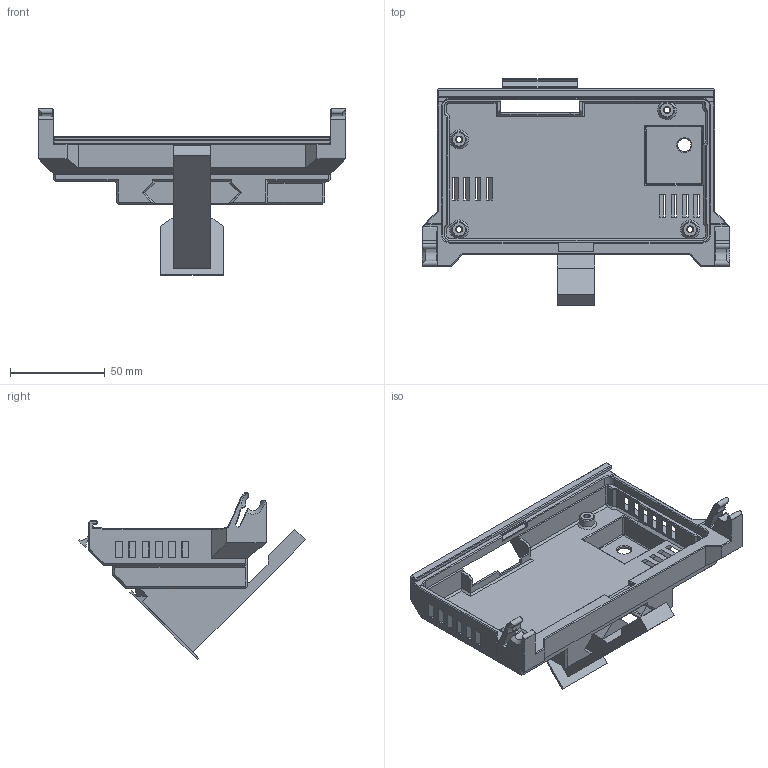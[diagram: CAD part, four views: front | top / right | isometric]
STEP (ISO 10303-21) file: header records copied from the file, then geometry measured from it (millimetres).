
FILE_DESCRIPTION(/* description */ ('STEP AP242','CAx-IF Rec.Pracs.---Representation and Presentation of Product Manufacturing Information (PMI)---4.0---2014-10-13','CAx-IF Rec.Pracs.---3D Tessellated Geometry---0.4---2014-09-14','2;1'),/* implementation_level */ '2;1');
FILE_NAME(/* name */ '66cb04280b2aae76ab450edf',/* time_stamp */ '2024-08-25T10:15:05Z',/* author */ (''),/* organization */ (''),/* preprocessor_version */ 'ST-DEVELOPER v20',/* originating_system */ ' ',/* authorisation */ ' ');
FILE_SCHEMA (('AP242_MANAGED_MODEL_BASED_3D_ENGINEERING_MIM_LF { 1 0 10303 442 1 1 4 }'));
Length unit declared in the file: metre
Products named in the file (1): Part 1
Bounding box: 162.5 x 119.75 x 88.09 mm (x, y, z)
Volume: 147624 mm3; surface area: 64146.4 mm2
Topology: 1 solids, 1 shells, 599 faces, 1615 edges, 1019 vertices
Faces by surface type: plane 518, cone 46, cylinder 30, bspline 5
Full cylindrical faces by diameter (mm): 3 x4, 7 x1, 8 x4
Entity records: 18287 total; most frequent: CARTESIAN_POINT 3407, ORIENTED_EDGE 3156, DIRECTION 2831, EDGE_CURVE 1578, LINE 1417, VECTOR 1417, VERTEX_POINT 1011, AXIS2_PLACEMENT_3D 707
